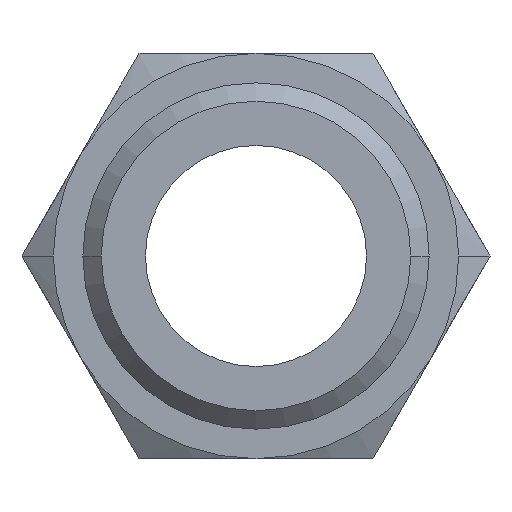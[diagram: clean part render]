
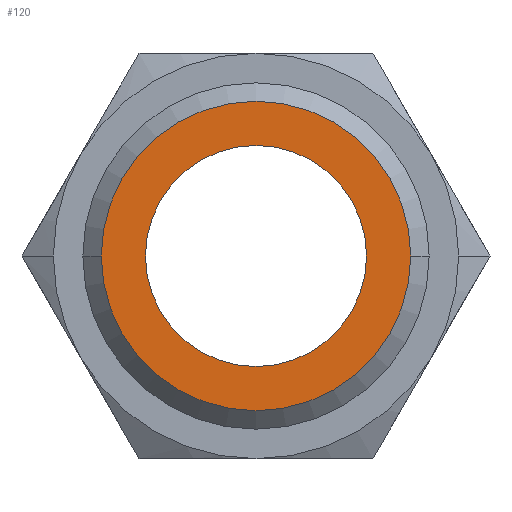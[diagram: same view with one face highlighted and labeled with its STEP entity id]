
A CAD part, front view. The second image highlights one B-rep face of the part: STEP entity #120.
In plain terms, the highlighted planar face has unit normal (0, -1, 0).
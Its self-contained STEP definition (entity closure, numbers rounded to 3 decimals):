
#120=ADVANCED_FACE('',(#245,#246),#247,.T.);
#245=FACE_BOUND('',#370,.T.);
#246=FACE_OUTER_BOUND('',#371,.T.);
#247=PLANE('',#372);
#370=EDGE_LOOP('',(#641,#642));
#371=EDGE_LOOP('',(#643,#644));
#372=AXIS2_PLACEMENT_3D('',#645,#646,#647);
#641=ORIENTED_EDGE('',*,*,#723,.T.);
#642=ORIENTED_EDGE('',*,*,#766,.T.);
#643=ORIENTED_EDGE('',*,*,#757,.F.);
#644=ORIENTED_EDGE('',*,*,#797,.F.);
#645=CARTESIAN_POINT('',(2.1,0.0,0.0));
#646=DIRECTION('',(-0.0,-1.0,-0.0));
#647=DIRECTION('',(-1.0,0.0,0.0));
#723=EDGE_CURVE('',#852,#850,#853,.T.);
#757=EDGE_CURVE('',#906,#909,#910,.T.);
#766=EDGE_CURVE('',#850,#852,#922,.T.);
#797=EDGE_CURVE('',#909,#906,#960,.T.);
#850=VERTEX_POINT('',#1041);
#852=VERTEX_POINT('',#1044);
#853=CIRCLE('',#1045,3.0);
#906=VERTEX_POINT('',#1129);
#909=VERTEX_POINT('',#1133);
#910=CIRCLE('',#1134,4.2);
#922=CIRCLE('',#1149,3.0);
#960=CIRCLE('',#1233,4.2);
#1041=CARTESIAN_POINT('',(3.0,0.0,0.));
#1044=CARTESIAN_POINT('',(-3.0,0.0,0.));
#1045=AXIS2_PLACEMENT_3D('',#1334,#1335,#1336);
#1129=CARTESIAN_POINT('',(4.2,0.0,0.0));
#1133=CARTESIAN_POINT('',(-4.2,0.0,0.));
#1134=AXIS2_PLACEMENT_3D('',#1392,#1393,#1394);
#1149=AXIS2_PLACEMENT_3D('',#1407,#1408,#1409);
#1233=AXIS2_PLACEMENT_3D('',#1438,#1439,#1440);
#1334=CARTESIAN_POINT('',(0.0,0.0,0.0));
#1335=DIRECTION('',(-0.0,1.0,0.0));
#1336=DIRECTION('',(1.0,0.0,0.0));
#1392=CARTESIAN_POINT('',(0.0,0.0,0.0));
#1393=DIRECTION('',(-0.0,1.0,0.0));
#1394=DIRECTION('',(1.0,0.0,0.0));
#1407=CARTESIAN_POINT('',(0.0,0.0,0.0));
#1408=DIRECTION('',(-0.0,1.0,0.0));
#1409=DIRECTION('',(1.0,0.0,0.0));
#1438=CARTESIAN_POINT('',(0.0,0.0,0.0));
#1439=DIRECTION('',(-0.0,1.0,0.0));
#1440=DIRECTION('',(1.0,0.0,0.0));
